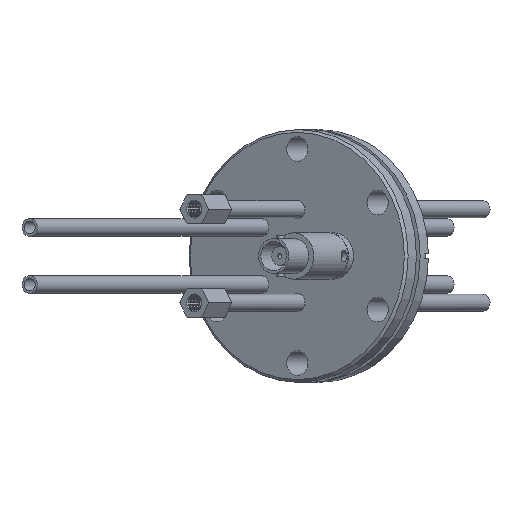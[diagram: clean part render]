
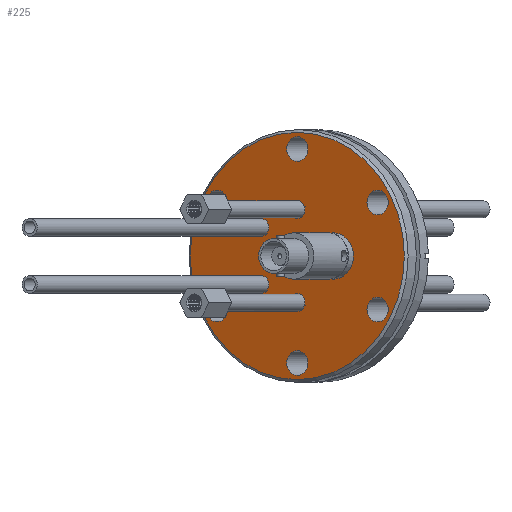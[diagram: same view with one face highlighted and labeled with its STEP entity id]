
A CAD part, front view. The second image highlights one B-rep face of the part: STEP entity #225.
In plain terms, the highlighted face is planar.
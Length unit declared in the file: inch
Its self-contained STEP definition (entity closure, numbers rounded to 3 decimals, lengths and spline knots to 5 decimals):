
#92=PLANE('',#2239);
#225=ADVANCED_FACE('',(#593,#594,#595,#596,#597,#598,#599,#600,#601,#602,
#603,#604),#92,.T.);
#593=FACE_BOUND('',#868,.T.);
#594=FACE_BOUND('',#869,.T.);
#595=FACE_BOUND('',#870,.T.);
#596=FACE_BOUND('',#871,.T.);
#597=FACE_BOUND('',#872,.T.);
#598=FACE_BOUND('',#873,.T.);
#599=FACE_BOUND('',#874,.T.);
#600=FACE_BOUND('',#875,.T.);
#601=FACE_BOUND('',#876,.T.);
#602=FACE_BOUND('',#877,.T.);
#603=FACE_BOUND('',#878,.T.);
#604=FACE_BOUND('',#879,.T.);
#868=EDGE_LOOP('',(#1225,#1226));
#869=EDGE_LOOP('',(#1227));
#870=EDGE_LOOP('',(#1228,#1229));
#871=EDGE_LOOP('',(#1230));
#872=EDGE_LOOP('',(#1231));
#873=EDGE_LOOP('',(#1232));
#874=EDGE_LOOP('',(#1233));
#875=EDGE_LOOP('',(#1234));
#876=EDGE_LOOP('',(#1235));
#877=EDGE_LOOP('',(#1236));
#878=EDGE_LOOP('',(#1237));
#879=EDGE_LOOP('',(#1238));
#1225=ORIENTED_EDGE('',*,*,#1831,.F.);
#1226=ORIENTED_EDGE('',*,*,#1832,.F.);
#1227=ORIENTED_EDGE('',*,*,#1833,.F.);
#1228=ORIENTED_EDGE('',*,*,#1834,.F.);
#1229=ORIENTED_EDGE('',*,*,#1749,.T.);
#1230=ORIENTED_EDGE('',*,*,#1835,.F.);
#1231=ORIENTED_EDGE('',*,*,#1836,.F.);
#1232=ORIENTED_EDGE('',*,*,#1837,.T.);
#1233=ORIENTED_EDGE('',*,*,#1838,.T.);
#1234=ORIENTED_EDGE('',*,*,#1839,.T.);
#1235=ORIENTED_EDGE('',*,*,#1840,.F.);
#1236=ORIENTED_EDGE('',*,*,#1841,.T.);
#1237=ORIENTED_EDGE('',*,*,#1842,.T.);
#1238=ORIENTED_EDGE('',*,*,#1843,.T.);
#1553=VERTEX_POINT('',#3141);
#1554=VERTEX_POINT('',#3142);
#1623=VERTEX_POINT('',#3361);
#1624=VERTEX_POINT('',#3362);
#1625=VERTEX_POINT('',#3365);
#1626=VERTEX_POINT('',#3368);
#1627=VERTEX_POINT('',#3370);
#1628=VERTEX_POINT('',#3372);
#1629=VERTEX_POINT('',#3374);
#1630=VERTEX_POINT('',#3376);
#1631=VERTEX_POINT('',#3378);
#1632=VERTEX_POINT('',#3380);
#1633=VERTEX_POINT('',#3382);
#1634=VERTEX_POINT('',#3384);
#1749=EDGE_CURVE('',#1553,#1554,#1978,.T.);
#1831=EDGE_CURVE('',#1623,#1624,#2019,.T.);
#1832=EDGE_CURVE('',#1624,#1623,#2020,.T.);
#1833=EDGE_CURVE('',#1625,#1625,#2021,.T.);
#1834=EDGE_CURVE('',#1553,#1554,#2022,.T.);
#1835=EDGE_CURVE('',#1626,#1626,#2023,.T.);
#1836=EDGE_CURVE('',#1627,#1627,#2024,.T.);
#1837=EDGE_CURVE('',#1628,#1628,#2025,.T.);
#1838=EDGE_CURVE('',#1629,#1629,#2026,.T.);
#1839=EDGE_CURVE('',#1630,#1630,#2027,.T.);
#1840=EDGE_CURVE('',#1631,#1631,#2028,.T.);
#1841=EDGE_CURVE('',#1632,#1632,#2029,.T.);
#1842=EDGE_CURVE('',#1633,#1633,#2030,.T.);
#1843=EDGE_CURVE('',#1634,#1634,#2031,.T.);
#1978=CIRCLE('',#2146,0.09375);
#2019=CIRCLE('',#2226,0.09375);
#2020=CIRCLE('',#2227,0.0955);
#2021=CIRCLE('',#2228,0.25);
#2022=CIRCLE('',#2229,0.0955);
#2023=CIRCLE('',#2230,0.0955);
#2024=CIRCLE('',#2231,0.0955);
#2025=CIRCLE('',#2232,0.1325);
#2026=CIRCLE('',#2233,0.1325);
#2027=CIRCLE('',#2234,0.1325);
#2028=CIRCLE('',#2235,1.335);
#2029=CIRCLE('',#2236,0.1325);
#2030=CIRCLE('',#2237,0.1325);
#2031=CIRCLE('',#2238,0.1325);
#2146=AXIS2_PLACEMENT_3D('',#3140,#2460,#2461);
#2226=AXIS2_PLACEMENT_3D('',#3360,#2656,#2657);
#2227=AXIS2_PLACEMENT_3D('',#3363,#2658,#2659);
#2228=AXIS2_PLACEMENT_3D('',#3364,#2660,#2661);
#2229=AXIS2_PLACEMENT_3D('',#3366,#2662,#2663);
#2230=AXIS2_PLACEMENT_3D('',#3367,#2664,#2665);
#2231=AXIS2_PLACEMENT_3D('',#3369,#2666,#2667);
#2232=AXIS2_PLACEMENT_3D('',#3371,#2668,#2669);
#2233=AXIS2_PLACEMENT_3D('',#3373,#2670,#2671);
#2234=AXIS2_PLACEMENT_3D('',#3375,#2672,#2673);
#2235=AXIS2_PLACEMENT_3D('',#3377,#2674,#2675);
#2236=AXIS2_PLACEMENT_3D('',#3379,#2676,#2677);
#2237=AXIS2_PLACEMENT_3D('',#3381,#2678,#2679);
#2238=AXIS2_PLACEMENT_3D('',#3383,#2680,#2681);
#2239=AXIS2_PLACEMENT_3D('',#3385,#2682,#2683);
#2460=DIRECTION('',(0.,1.,0.));
#2461=DIRECTION('',(0.,0.,-1.));
#2656=DIRECTION('',(0.,-1.,0.));
#2657=DIRECTION('',(0.,0.,-1.));
#2658=DIRECTION('',(0.,-1.,0.));
#2659=DIRECTION('',(0.,0.,1.));
#2660=DIRECTION('',(0.,-1.,0.));
#2661=DIRECTION('',(0.,0.,1.));
#2662=DIRECTION('',(0.,-1.,0.));
#2663=DIRECTION('',(0.,0.,1.));
#2664=DIRECTION('',(0.,-1.,0.));
#2665=DIRECTION('',(0.,0.,1.));
#2666=DIRECTION('',(0.,-1.,0.));
#2667=DIRECTION('',(0.,0.,1.));
#2668=DIRECTION('',(0.,1.,0.));
#2669=DIRECTION('',(0.,0.,-1.));
#2670=DIRECTION('',(0.,1.,0.));
#2671=DIRECTION('',(0.,0.,-1.));
#2672=DIRECTION('',(0.,1.,0.));
#2673=DIRECTION('',(0.,0.,-1.));
#2674=DIRECTION('',(0.,1.,0.));
#2675=DIRECTION('',(0.,0.,1.));
#2676=DIRECTION('',(0.,1.,0.));
#2677=DIRECTION('',(0.,0.,-1.));
#2678=DIRECTION('',(0.,1.,0.));
#2679=DIRECTION('',(0.,0.,-1.));
#2680=DIRECTION('',(0.,1.,0.));
#2681=DIRECTION('',(0.,0.,-1.));
#2682=DIRECTION('',(0.,-1.,0.));
#2683=DIRECTION('',(0.,0.,1.));
#3140=CARTESIAN_POINT('',(0.,-0.25,0.505));
#3141=CARTESIAN_POINT('',(-0.08861,-0.25,0.53562));
#3142=CARTESIAN_POINT('',(0.08861,-0.25,0.53562));
#3360=CARTESIAN_POINT('',(0.,-0.25,-0.505));
#3361=CARTESIAN_POINT('',(-0.08861,-0.25,-0.53562));
#3362=CARTESIAN_POINT('',(0.08861,-0.25,-0.53562));
#3363=CARTESIAN_POINT('',(0.,-0.25,-0.5));
#3364=CARTESIAN_POINT('',(-0.45,-0.25,0.));
#3365=CARTESIAN_POINT('',(-0.45,-0.25,0.25));
#3366=CARTESIAN_POINT('',(0.,-0.25,0.5));
#3367=CARTESIAN_POINT('',(0.45,-0.25,-0.308));
#3368=CARTESIAN_POINT('',(0.45,-0.25,-0.2125));
#3369=CARTESIAN_POINT('',(0.45,-0.25,0.308));
#3370=CARTESIAN_POINT('',(0.45,-0.25,0.4035));
#3371=CARTESIAN_POINT('',(0.,-0.25,-1.156));
#3372=CARTESIAN_POINT('',(0.,-0.25,-1.2885));
#3373=CARTESIAN_POINT('',(-1.00113,-0.25,0.578));
#3374=CARTESIAN_POINT('',(-1.00113,-0.25,0.4455));
#3375=CARTESIAN_POINT('',(1.00113,-0.25,0.578));
#3376=CARTESIAN_POINT('',(1.00113,-0.25,0.4455));
#3377=CARTESIAN_POINT('',(0.,-0.25,0.));
#3378=CARTESIAN_POINT('',(0.,-0.25,1.335));
#3379=CARTESIAN_POINT('',(1.00113,-0.25,-0.578));
#3380=CARTESIAN_POINT('',(1.00113,-0.25,-0.7105));
#3381=CARTESIAN_POINT('',(-1.00113,-0.25,-0.578));
#3382=CARTESIAN_POINT('',(-1.00113,-0.25,-0.7105));
#3383=CARTESIAN_POINT('',(0.,-0.25,1.156));
#3384=CARTESIAN_POINT('',(0.,-0.25,1.0235));
#3385=CARTESIAN_POINT('',(-1.335,-0.25,0.));
